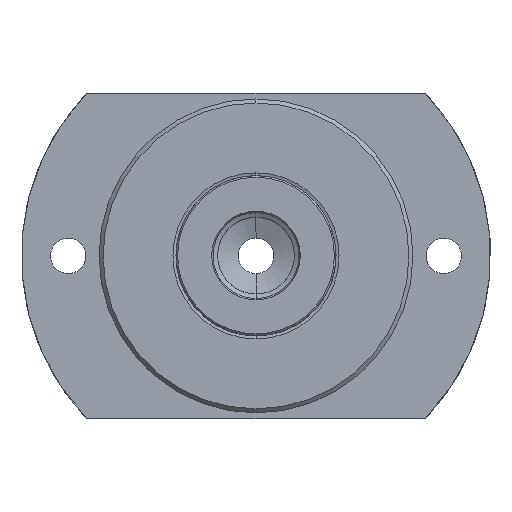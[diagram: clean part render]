
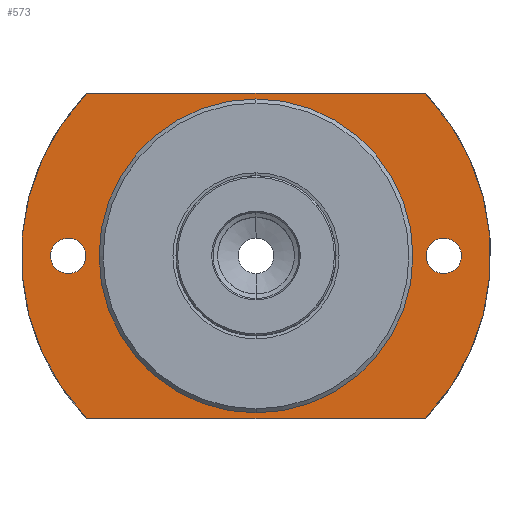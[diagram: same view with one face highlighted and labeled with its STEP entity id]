
A CAD part, top view. The second image highlights one B-rep face of the part: STEP entity #573.
In plain terms, the highlighted planar face has unit normal (0, 0, 1).
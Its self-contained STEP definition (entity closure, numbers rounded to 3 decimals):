
#467=VERTEX_POINT('NONE',#1246);
#489=VERTEX_POINT('NONE',#1271);
#509=VERTEX_POINT('NONE',#1292);
#553=EDGE_CURVE('NONE',#489,#557,#1339,.T.);
#557=VERTEX_POINT('NONE',#1343);
#573=ADVANCED_FACE('NONE',(#1361,#1362,#1363,#1364),#1365,.F.);
#697=VERTEX_POINT('NONE',#1504);
#819=EDGE_CURVE('NONE',#697,#1087,#1648,.T.);
#839=EDGE_CURVE('NONE',#467,#879,#1671,.T.);
#861=EDGE_CURVE('NONE',#509,#909,#1695,.T.);
#873=EDGE_CURVE('NONE',#909,#509,#1709,.T.);
#879=VERTEX_POINT('NONE',#1715);
#897=EDGE_CURVE('NONE',#1143,#919,#1734,.T.);
#909=VERTEX_POINT('NONE',#1746);
#919=VERTEX_POINT('NONE',#1756);
#1033=EDGE_CURVE('NONE',#467,#1087,#1885,.T.);
#1037=EDGE_CURVE('NONE',#557,#489,#1889,.T.);
#1087=VERTEX_POINT('NONE',#1945);
#1093=EDGE_CURVE('NONE',#697,#879,#1952,.T.);
#1143=VERTEX_POINT('NONE',#2005);
#1153=EDGE_CURVE('NONE',#919,#1143,#2016,.T.);
#1246=CARTESIAN_POINT('',(48.69,-46.75,-1.2));
#1271=CARTESIAN_POINT('',(-54.0,5.1,-1.2));
#1292=CARTESIAN_POINT('',(0.,-45.15,-1.2));
#1339=CIRCLE('',#2403,5.1);
#1343=CARTESIAN_POINT('',(-54.0,-5.1,-1.2));
#1361=FACE_OUTER_BOUND('',#2430,.T.);
#1362=FACE_BOUND('',#2431,.T.);
#1363=FACE_BOUND('',#2432,.T.);
#1364=FACE_BOUND('',#2433,.T.);
#1365=PLANE('',#2434);
#1504=CARTESIAN_POINT('',(-48.69,46.75,-1.2));
#1648=LINE('',#2997,#2998);
#1671=LINE('',#3036,#3037);
#1695=CIRCLE('',#3069,45.15);
#1709=CIRCLE('',#3086,45.15);
#1715=CARTESIAN_POINT('',(-48.69,-46.75,-1.2));
#1734=CIRCLE('',#3123,5.1);
#1746=CARTESIAN_POINT('',(0.,45.15,-1.2));
#1756=CARTESIAN_POINT('',(54.0,-5.1,-1.2));
#1885=CIRCLE('',#3549,67.5);
#1889=CIRCLE('',#3554,5.1);
#1945=CARTESIAN_POINT('',(48.69,46.75,-1.2));
#1952=CIRCLE('',#3641,67.5);
#2005=CARTESIAN_POINT('',(54.0,5.1,-1.2));
#2016=CIRCLE('',#3724,5.1);
#2403=AXIS2_PLACEMENT_3D('',#3914,#3915,#3916);
#2430=EDGE_LOOP('',(#3941,#3942,#3943,#3944));
#2431=EDGE_LOOP('',(#3945,#3946));
#2432=EDGE_LOOP('',(#3947,#3948));
#2433=EDGE_LOOP('',(#3949,#3950));
#2434=AXIS2_PLACEMENT_3D('',#3951,#3952,#3953);
#2997=CARTESIAN_POINT('',(0.0,46.75,-1.2));
#2998=VECTOR('',#4349,1000.0);
#3036=CARTESIAN_POINT('',(0.0,-46.75,-1.2));
#3037=VECTOR('',#4381,1000.0);
#3069=AXIS2_PLACEMENT_3D('',#4404,#4405,#4406);
#3086=AXIS2_PLACEMENT_3D('',#4424,#4425,#4426);
#3123=AXIS2_PLACEMENT_3D('',#4453,#4454,#4455);
#3549=AXIS2_PLACEMENT_3D('',#4609,#4610,#4611);
#3554=AXIS2_PLACEMENT_3D('',#4612,#4613,#4614);
#3641=AXIS2_PLACEMENT_3D('',#4701,#4702,#4703);
#3724=AXIS2_PLACEMENT_3D('',#4760,#4761,#4762);
#3914=CARTESIAN_POINT('',(-54.0,0.0,-1.2));
#3915=DIRECTION('',(0.0,0.0,-1.0));
#3916=DIRECTION('',(0.0,-1.0,0.0));
#3941=ORIENTED_EDGE('',*,*,#839,.F.);
#3942=ORIENTED_EDGE('',*,*,#1033,.T.);
#3943=ORIENTED_EDGE('',*,*,#819,.F.);
#3944=ORIENTED_EDGE('',*,*,#1093,.T.);
#3945=ORIENTED_EDGE('',*,*,#897,.T.);
#3946=ORIENTED_EDGE('',*,*,#1153,.T.);
#3947=ORIENTED_EDGE('',*,*,#553,.T.);
#3948=ORIENTED_EDGE('',*,*,#1037,.T.);
#3949=ORIENTED_EDGE('',*,*,#873,.T.);
#3950=ORIENTED_EDGE('',*,*,#861,.T.);
#3951=CARTESIAN_POINT('',(0.0,0.,-1.2));
#3952=DIRECTION('',(0.0,0.0,-1.0));
#3953=DIRECTION('',(-1.0,0.0,0.0));
#4349=DIRECTION('',(1.0,0.0,-0.0));
#4381=DIRECTION('',(-1.0,0.0,0.0));
#4404=CARTESIAN_POINT('',(0.0,0.0,-1.2));
#4405=DIRECTION('',(0.0,0.0,-1.0));
#4406=DIRECTION('',(0.0,-1.0,0.0));
#4424=CARTESIAN_POINT('',(0.0,0.0,-1.2));
#4425=DIRECTION('',(0.0,0.0,-1.0));
#4426=DIRECTION('',(0.0,-1.0,0.0));
#4453=CARTESIAN_POINT('',(54.0,0.0,-1.2));
#4454=DIRECTION('',(0.0,0.0,-1.0));
#4455=DIRECTION('',(0.0,-1.0,0.0));
#4609=CARTESIAN_POINT('',(0.0,0.0,-1.2));
#4610=DIRECTION('',(0.0,-0.0,1.0));
#4611=DIRECTION('',(0.0,1.0,0.0));
#4612=CARTESIAN_POINT('',(-54.0,0.0,-1.2));
#4613=DIRECTION('',(0.0,0.0,-1.0));
#4614=DIRECTION('',(0.0,-1.0,0.0));
#4701=CARTESIAN_POINT('',(0.0,0.0,-1.2));
#4702=DIRECTION('',(0.0,-0.0,1.0));
#4703=DIRECTION('',(0.0,1.0,0.0));
#4760=CARTESIAN_POINT('',(54.0,0.0,-1.2));
#4761=DIRECTION('',(0.0,0.0,-1.0));
#4762=DIRECTION('',(0.0,-1.0,0.0));
